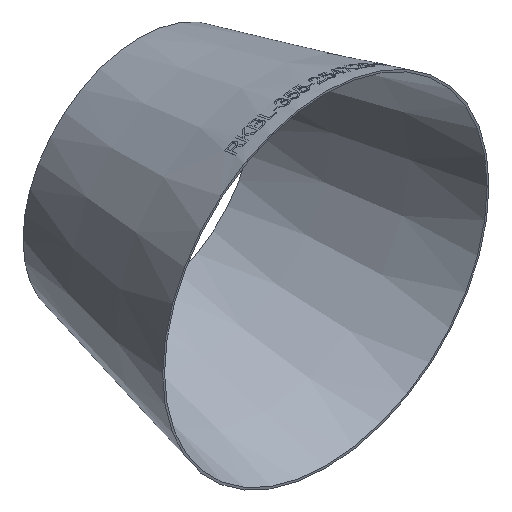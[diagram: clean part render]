
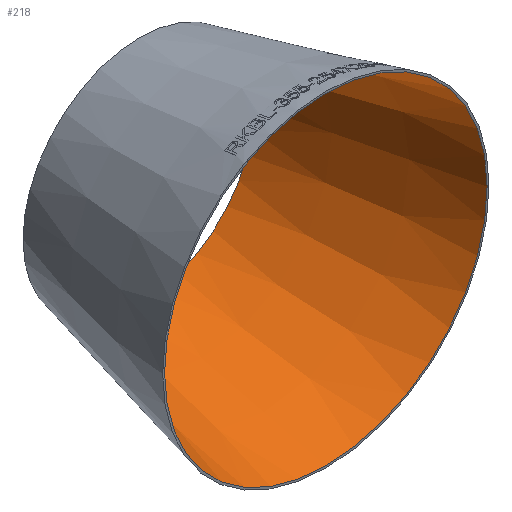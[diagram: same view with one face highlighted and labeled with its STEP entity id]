
A CAD part, isometric view. The second image highlights one B-rep face of the part: STEP entity #218.
In plain terms, the highlighted conical face has half-angle 14.05 degrees and reference radius 175.738 mm.
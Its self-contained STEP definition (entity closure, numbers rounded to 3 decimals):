
#218 = ADVANCED_FACE ( 'NONE', ( #37027, #33514 ), #1002, .F. ) ;
#1002 = CONICAL_SURFACE ( 'NONE', #29010, 175.738, 0.245 ) ;
#3923 = CARTESIAN_POINT ( 'NONE',  ( 0., 203., -124.938 ) ) ;
#5052 = CARTESIAN_POINT ( 'NONE',  ( 0., 203., 0. ) ) ;
#5672 = AXIS2_PLACEMENT_3D ( 'NONE', #5052, #21464, #21855 ) ;
#6066 = CIRCLE ( 'NONE', #27859, 175.738 ) ;
#6493 = EDGE_LOOP ( 'NONE', ( #21076 ) ) ;
#6574 = DIRECTION ( 'NONE',  ( 0., -1., 0. ) ) ;
#6839 = CARTESIAN_POINT ( 'NONE',  ( 0., 0., -175.738 ) ) ;
#7221 = VERTEX_POINT ( 'NONE', #6839 ) ;
#10355 = EDGE_CURVE ( 'NONE', #7221, #7221, #6066, .T. ) ;
#11690 = ORIENTED_EDGE ( 'NONE', *, *, #16064, .F. ) ;
#12989 = CARTESIAN_POINT ( 'NONE',  ( 0., 0., 0. ) ) ;
#14837 = EDGE_LOOP ( 'NONE', ( #11690 ) ) ;
#15588 = CIRCLE ( 'NONE', #5672, 124.938 ) ;
#16064 = EDGE_CURVE ( 'NONE', #30612, #30612, #15588, .T. ) ;
#16158 = CARTESIAN_POINT ( 'NONE',  ( 0., 0., 0. ) ) ;
#21076 = ORIENTED_EDGE ( 'NONE', *, *, #10355, .T. ) ;
#21464 = DIRECTION ( 'NONE',  ( 0., -1., 0. ) ) ;
#21855 = DIRECTION ( 'NONE',  ( 0., 0., -1. ) ) ;
#27859 = AXIS2_PLACEMENT_3D ( 'NONE', #12989, #6574, #30347 ) ;
#28070 = DIRECTION ( 'NONE',  ( 0., -1., 0. ) ) ;
#29010 = AXIS2_PLACEMENT_3D ( 'NONE', #16158, #28070, #30602 ) ;
#30347 = DIRECTION ( 'NONE',  ( 0., 0., -1. ) ) ;
#30602 = DIRECTION ( 'NONE',  ( 0., 0., -1. ) ) ;
#30612 = VERTEX_POINT ( 'NONE', #3923 ) ;
#33514 = FACE_OUTER_BOUND ( 'NONE', #6493, .T. ) ;
#37027 = FACE_BOUND ( 'NONE', #14837, .T. ) ;
